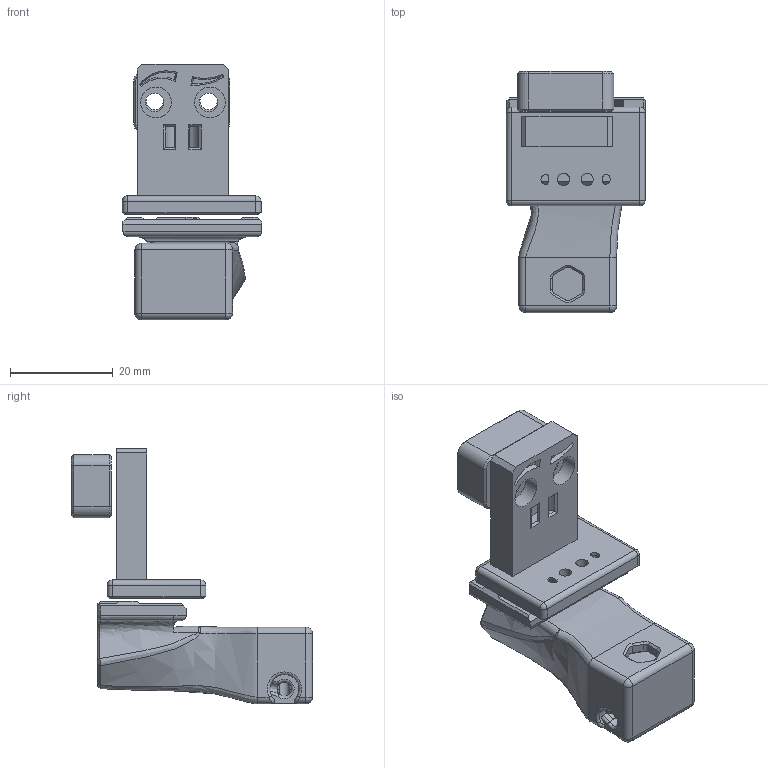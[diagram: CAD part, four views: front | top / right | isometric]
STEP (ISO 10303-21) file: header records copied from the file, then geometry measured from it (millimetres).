
FILE_DESCRIPTION(/* description */ ('STEP AP242','CAx-IF Rec.Pracs.---Representation and Presentation of Product Manufacturing Information (PMI)---4.0---2014-10-13','CAx-IF Rec.Pracs.---3D Tessellated Geometry---0.4---2014-09-14','2;1'),/* implementation_level */ '2;1');
FILE_NAME(/* name */ '644baabae5f594535012ef9c',/* time_stamp */ '2023-04-28T11:15:07+00:00',/* author */ (''),/* organization */ (''),/* preprocessor_version */ 'ST-DEVELOPER v18.102',/* originating_system */ ' ',/* authorisation */ ' ');
FILE_SCHEMA (('AP242_MANAGED_MODEL_BASED_3D_ENGINEERING_MIM_LF { 1 0 10303 442 1 1 4 }'));
Length unit declared in the file: metre
Products named in the file (3): Klicky-00_SB - Probe_Body; AB/SB mount v3
Bounding box: 27.17 x 46.99 x 49.85 mm (x, y, z)
Volume: 15802.7 mm3; surface area: 8839.3 mm2
Topology: 3 solids, 3 shells, 453 faces, 1185 edges, 728 vertices
Faces by surface type: plane 250, cylinder 83, cone 67, bspline 40, sphere 10, torus 3
Full cylindrical faces by diameter (mm): 2.385 x2, 2.8 x1, 3.4 x2, 3.6 x2, 4.7 x2, 6 x2
Entity records: 16117 total; most frequent: CARTESIAN_POINT 5351, ORIENTED_EDGE 2302, DIRECTION 2088, EDGE_CURVE 1151, VERTEX_POINT 720, LINE 696, VECTOR 696, AXIS2_PLACEMENT_3D 696
